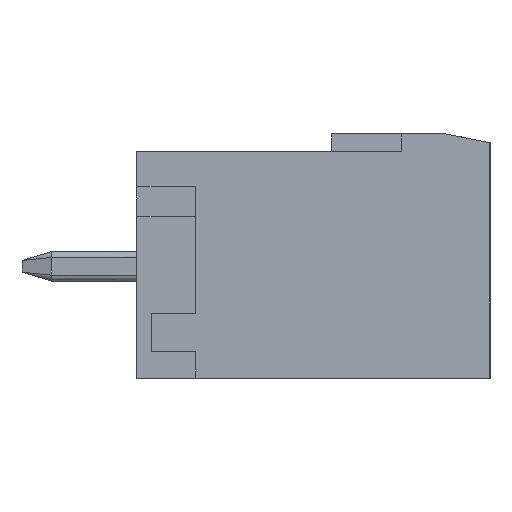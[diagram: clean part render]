
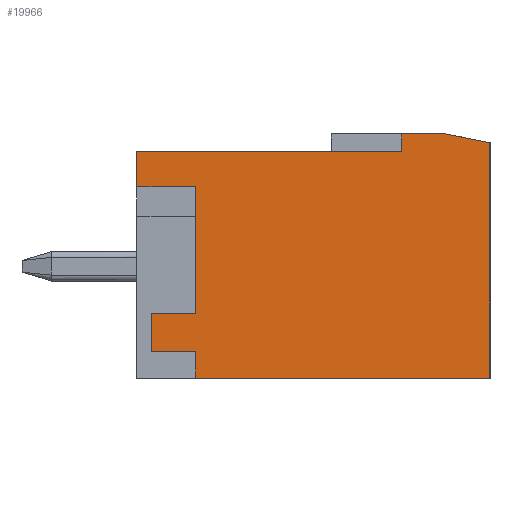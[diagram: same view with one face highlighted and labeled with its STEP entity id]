
A CAD part, left-side view. The second image highlights one B-rep face of the part: STEP entity #19966.
In plain terms, the highlighted planar face has unit normal (-1, 0, 0).
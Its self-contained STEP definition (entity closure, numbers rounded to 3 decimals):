
#5999=CARTESIAN_POINT('',(-48.75,-2.,-2.9));
#6000=VERTEX_POINT('',#5999);
#6007=CARTESIAN_POINT('',(-48.75,-0.5,-2.9));
#6008=VERTEX_POINT('',#6007);
#6009=CARTESIAN_POINT('',(-48.75,-2.,-2.9));
#6010=DIRECTION('',(0.,1.,0.));
#6011=VECTOR('',#6010,1.5);
#6012=LINE('',#6009,#6011);
#6013=EDGE_CURVE('',#6000,#6008,#6012,.T.);
#6032=CARTESIAN_POINT('',(-48.75,-0.5,-1.6));
#6033=VERTEX_POINT('',#6032);
#6034=CARTESIAN_POINT('',(-48.75,-0.5,-2.9));
#6035=DIRECTION('',(0.,0.,1.));
#6036=VECTOR('',#6035,1.3);
#6037=LINE('',#6034,#6036);
#6038=EDGE_CURVE('',#6008,#6033,#6037,.T.);
#6056=CARTESIAN_POINT('',(-48.75,-2.,-1.6));
#6057=VERTEX_POINT('',#6056);
#6058=CARTESIAN_POINT('',(-48.75,-0.5,-1.6));
#6059=DIRECTION('',(0.,-1.,0.));
#6060=VECTOR('',#6059,1.5);
#6061=LINE('',#6058,#6060);
#6062=EDGE_CURVE('',#6033,#6057,#6061,.T.);
#6079=CARTESIAN_POINT('',(-48.75,-2.,2.7));
#6080=VERTEX_POINT('',#6079);
#6081=CARTESIAN_POINT('',(-48.75,-2.,-1.6));
#6082=DIRECTION('',(0.,0.,1.));
#6083=VECTOR('',#6082,4.3);
#6084=LINE('',#6081,#6083);
#6085=EDGE_CURVE('',#6057,#6080,#6084,.T.);
#19450=CARTESIAN_POINT('',(-48.75,-12.,-3.8));
#19451=VERTEX_POINT('',#19450);
#19458=CARTESIAN_POINT('',(-48.75,-2.,-3.8));
#19459=VERTEX_POINT('',#19458);
#19460=CARTESIAN_POINT('',(-48.75,-12.,-3.8));
#19461=DIRECTION('',(0.,1.,0.));
#19462=VECTOR('',#19461,10.);
#19463=LINE('',#19460,#19462);
#19464=EDGE_CURVE('',#19451,#19459,#19463,.T.);
#19571=CARTESIAN_POINT('',(-48.75,0.,2.7));
#19572=VERTEX_POINT('',#19571);
#19579=CARTESIAN_POINT('',(-48.75,0.,3.9));
#19580=VERTEX_POINT('',#19579);
#19581=CARTESIAN_POINT('',(-48.75,0.,2.7));
#19582=DIRECTION('',(0.,0.,1.));
#19583=VECTOR('',#19582,1.2);
#19584=LINE('',#19581,#19583);
#19585=EDGE_CURVE('',#19572,#19580,#19584,.T.);
#19653=CARTESIAN_POINT('',(-48.75,-2.,-3.8));
#19654=DIRECTION('',(0.,0.,1.));
#19655=VECTOR('',#19654,0.9);
#19656=LINE('',#19653,#19655);
#19657=EDGE_CURVE('',#19459,#6000,#19656,.T.);
#19688=CARTESIAN_POINT('',(-48.75,-12.,4.2));
#19689=VERTEX_POINT('',#19688);
#19696=CARTESIAN_POINT('',(-48.75,-12.,4.2));
#19697=DIRECTION('',(0.,0.,-1.));
#19698=VECTOR('',#19697,8.);
#19699=LINE('',#19696,#19698);
#19700=EDGE_CURVE('',#19689,#19451,#19699,.T.);
#19733=CARTESIAN_POINT('',(-48.75,-2.,2.7));
#19734=DIRECTION('',(0.,1.,0.));
#19735=VECTOR('',#19734,2.);
#19736=LINE('',#19733,#19735);
#19737=EDGE_CURVE('',#6080,#19572,#19736,.T.);
#19786=CARTESIAN_POINT('',(-48.75,-9.,3.9));
#19787=VERTEX_POINT('',#19786);
#19788=CARTESIAN_POINT('',(-48.75,0.,3.9));
#19789=DIRECTION('',(0.,-1.,0.));
#19790=VECTOR('',#19789,9.);
#19791=LINE('',#19788,#19790);
#19792=EDGE_CURVE('',#19580,#19787,#19791,.T.);
#19851=CARTESIAN_POINT('',(-48.75,-10.5,4.5));
#19852=VERTEX_POINT('',#19851);
#19859=CARTESIAN_POINT('',(-48.75,-10.5,4.5));
#19860=DIRECTION('',(0.,-0.981,-0.196));
#19861=VECTOR('',#19860,1.53);
#19862=LINE('',#19859,#19861);
#19863=EDGE_CURVE('',#19852,#19689,#19862,.T.);
#19897=CARTESIAN_POINT('',(-48.75,-9.,4.5));
#19898=VERTEX_POINT('',#19897);
#19905=CARTESIAN_POINT('',(-48.75,-9.,4.5));
#19906=DIRECTION('',(0.,-1.,0.));
#19907=VECTOR('',#19906,1.5);
#19908=LINE('',#19905,#19907);
#19909=EDGE_CURVE('',#19898,#19852,#19908,.T.);
#19936=CARTESIAN_POINT('',(-48.75,-9.,3.9));
#19937=DIRECTION('',(0.,0.,1.));
#19938=VECTOR('',#19937,0.6);
#19939=LINE('',#19936,#19938);
#19940=EDGE_CURVE('',#19787,#19898,#19939,.T.);
#19946=CARTESIAN_POINT('',(-48.75,-2.95,-0.1));
#19947=DIRECTION('',(0.,0.,-1.));
#19948=DIRECTION('',(-1.,-0.,-0.));
#19949=AXIS2_PLACEMENT_3D('',#19946,#19948,#19947);
#19950=PLANE('',#19949);
#19951=ORIENTED_EDGE('',*,*,#19657,.F.);
#19952=ORIENTED_EDGE('',*,*,#19464,.F.);
#19953=ORIENTED_EDGE('',*,*,#19700,.F.);
#19954=ORIENTED_EDGE('',*,*,#19863,.F.);
#19955=ORIENTED_EDGE('',*,*,#19909,.F.);
#19956=ORIENTED_EDGE('',*,*,#19940,.F.);
#19957=ORIENTED_EDGE('',*,*,#19792,.F.);
#19958=ORIENTED_EDGE('',*,*,#19585,.F.);
#19959=ORIENTED_EDGE('',*,*,#19737,.F.);
#19960=ORIENTED_EDGE('',*,*,#6085,.F.);
#19961=ORIENTED_EDGE('',*,*,#6062,.F.);
#19962=ORIENTED_EDGE('',*,*,#6038,.F.);
#19963=ORIENTED_EDGE('',*,*,#6013,.F.);
#19964=EDGE_LOOP('',(#19951,#19952,#19953,#19954,#19955,#19956,#19957,#19958,#19959,#19960,#19961,#19962,#19963));
#19965=FACE_OUTER_BOUND('',#19964,.T.);
#19966=ADVANCED_FACE('',(#19965),#19950,.T.);
